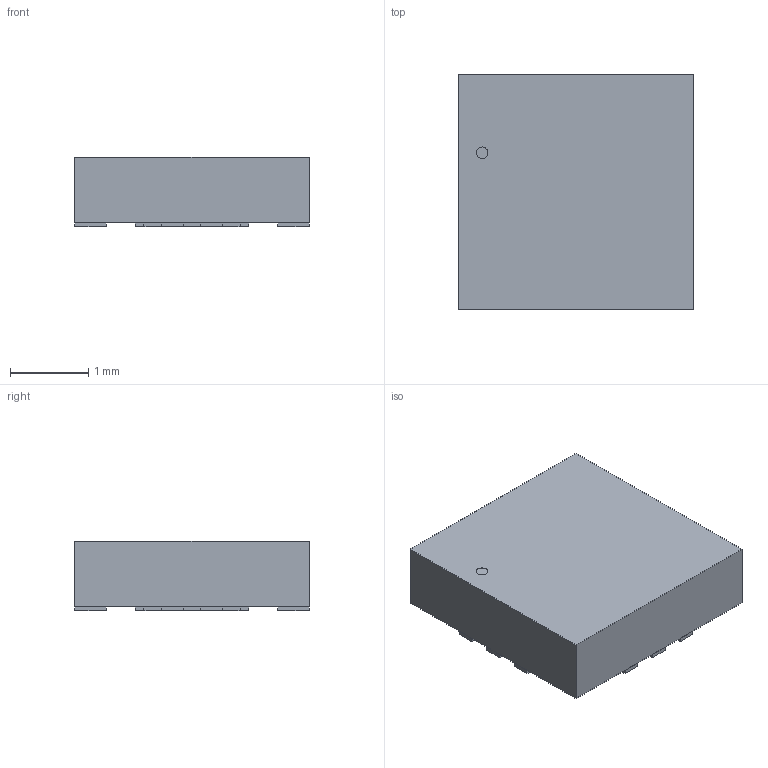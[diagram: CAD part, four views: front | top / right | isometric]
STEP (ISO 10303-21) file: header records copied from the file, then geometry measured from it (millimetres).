
FILE_DESCRIPTION(('STEP AP214'),'1');
FILE_NAME('DQ1225_MNC','2023-10-11T03:35:22',(''),(''),'','','');
FILE_SCHEMA(('AUTOMOTIVE_DESIGN'));
Length unit declared in the file: millimetre
Products named in the file (1): product
Bounding box: 3 x 3 x 0.89 mm (x, y, z)
Volume: 7.7 mm3; surface area: 35.6 mm2
Topology: 15 solids, 15 shells, 87 faces, 171 edges, 114 vertices
Faces by surface type: plane 86, cylinder 1
Full cylindrical faces by diameter (mm): 0.15 x1
Entity records: 2245 total; most frequent: DIRECTION 350, ORIENTED_EDGE 340, CARTESIAN_POINT 205, EDGE_CURVE 170, LINE 168, VECTOR 168, VERTEX_POINT 114, AXIS2_PLACEMENT_3D 91
